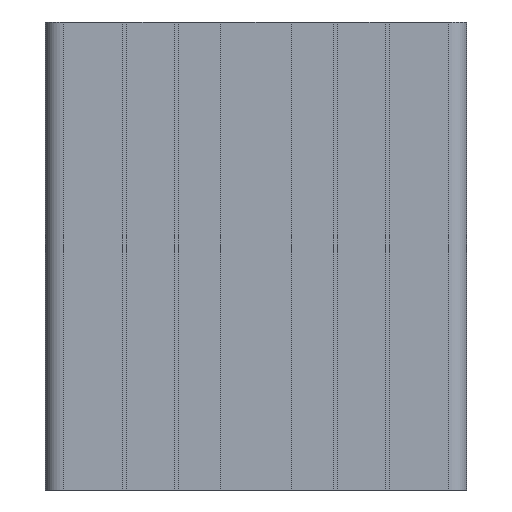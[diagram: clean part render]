
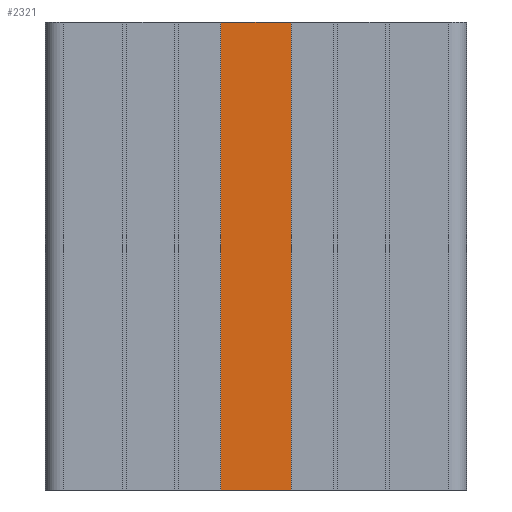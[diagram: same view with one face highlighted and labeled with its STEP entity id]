
A CAD part, left-side view. The second image highlights one B-rep face of the part: STEP entity #2321.
In plain terms, the highlighted planar face has unit normal (-1, 0, 0).
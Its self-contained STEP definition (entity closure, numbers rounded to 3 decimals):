
#2265=CARTESIAN_POINT('',(-44.0,-7.5,100.0));
#2266=VERTEX_POINT('',#2265);
#2273=CARTESIAN_POINT('',(-44.0,-7.5,0.0));
#2274=VERTEX_POINT('',#2273);
#2275=CARTESIAN_POINT('',(-44.0,-7.5,0.0));
#2276=DIRECTION('',(0.0,0.0,1.0));
#2277=VECTOR('',#2276,100.0);
#2278=LINE('',#2275,#2277);
#2279=EDGE_CURVE('',#2274,#2266,#2278,.T.);
#2291=CARTESIAN_POINT('',(-44.0,-7.5,0.0));
#2292=DIRECTION('',(-1.0,0.0,0.0));
#2293=DIRECTION('',(0.0,0.0,1.0));
#2294=AXIS2_PLACEMENT_3D('',#2291,#2292,#2293);
#2295=PLANE('',#2294);
#2296=CARTESIAN_POINT('',(-44.,7.5,100.0));
#2297=VERTEX_POINT('',#2296);
#2298=CARTESIAN_POINT('',(-44.0,-7.5,100.0));
#2299=DIRECTION('',(0.0,1.0,0.0));
#2300=VECTOR('',#2299,15.);
#2301=LINE('',#2298,#2300);
#2302=EDGE_CURVE('',#2266,#2297,#2301,.T.);
#2303=ORIENTED_EDGE('',*,*,#2302,.T.);
#2304=CARTESIAN_POINT('',(-44.,7.5,0.0));
#2305=VERTEX_POINT('',#2304);
#2306=CARTESIAN_POINT('',(-44.,7.5,0.0));
#2307=DIRECTION('',(0.0,0.0,1.0));
#2308=VECTOR('',#2307,100.0);
#2309=LINE('',#2306,#2308);
#2310=EDGE_CURVE('',#2305,#2297,#2309,.T.);
#2311=ORIENTED_EDGE('',*,*,#2310,.F.);
#2312=CARTESIAN_POINT('',(-44.0,-7.5,0.0));
#2313=DIRECTION('',(0.0,1.0,0.0));
#2314=VECTOR('',#2313,15.);
#2315=LINE('',#2312,#2314);
#2316=EDGE_CURVE('',#2274,#2305,#2315,.T.);
#2317=ORIENTED_EDGE('',*,*,#2316,.F.);
#2318=ORIENTED_EDGE('',*,*,#2279,.T.);
#2319=EDGE_LOOP('',(#2303,#2311,#2317,#2318));
#2320=FACE_OUTER_BOUND('',#2319,.T.);
#2321=ADVANCED_FACE('',(#2320),#2295,.T.);
